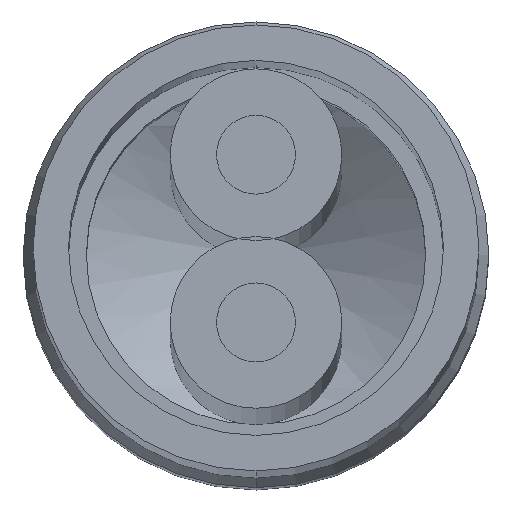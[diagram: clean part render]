
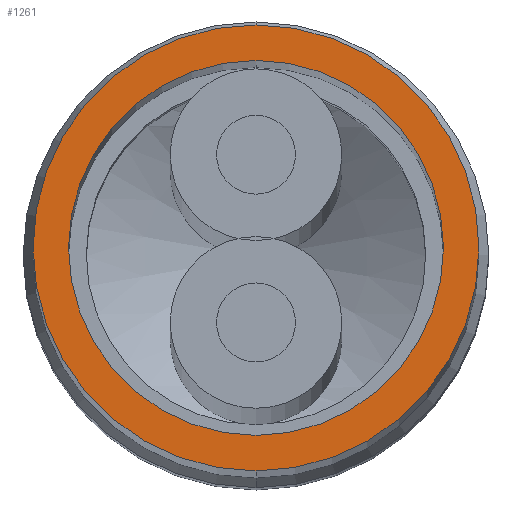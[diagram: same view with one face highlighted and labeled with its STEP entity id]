
A CAD part, top view. The second image highlights one B-rep face of the part: STEP entity #1261.
In plain terms, the highlighted planar face has unit normal (0, 0, 1).
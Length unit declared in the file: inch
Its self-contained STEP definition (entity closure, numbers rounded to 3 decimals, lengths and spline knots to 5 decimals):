
#1030=CARTESIAN_POINT('',(0.,0.,0.413));
#1031=DIRECTION('',(0.,0.,1.));
#1032=DIRECTION('',(0.,1.,0.));
#1033=AXIS2_PLACEMENT_3D('',#1030,#1031,#1032);
#1035=CARTESIAN_POINT('',(0.,0.,0.413));
#1036=DIRECTION('',(0.,0.,-1.));
#1037=DIRECTION('',(0.,1.,0.));
#1038=AXIS2_PLACEMENT_3D('',#1035,#1036,#1037);
#1134=CARTESIAN_POINT('',(0.,0.,0.413));
#1135=DIRECTION('',(0.,0.,-1.));
#1136=DIRECTION('',(0.,1.,0.));
#1137=AXIS2_PLACEMENT_3D('',#1134,#1135,#1136);
#1143=CARTESIAN_POINT('',(0.,0.,0.413));
#1144=DIRECTION('',(0.,0.,1.));
#1145=DIRECTION('',(0.,1.,0.));
#1146=AXIS2_PLACEMENT_3D('',#1143,#1144,#1145);
#1202=CARTESIAN_POINT('',(0.,0.095,0.413));
#1204=VERTEX_POINT('',#1202);
#1222=CARTESIAN_POINT('',(0.,0.113,0.413));
#1223=VERTEX_POINT('',#1222);
#1224=CARTESIAN_POINT('',(0.,-0.095,0.413));
#1226=VERTEX_POINT('',#1224);
#1242=CARTESIAN_POINT('',(0.,-0.113,0.413));
#1243=VERTEX_POINT('',#1242);
#1244=CARTESIAN_POINT('',(0.,0.,0.413));
#1245=DIRECTION('',(0.,0.,1.));
#1246=DIRECTION('',(0.,1.,0.));
#1247=AXIS2_PLACEMENT_3D('',#1244,#1245,#1246);
#1248=PLANE('',#1247);
#1250=ORIENTED_EDGE('',*,*,#1249,.F.);
#1252=ORIENTED_EDGE('',*,*,#1251,.T.);
#1253=EDGE_LOOP('',(#1250,#1252));
#1254=FACE_OUTER_BOUND('',#1253,.F.);
#1256=ORIENTED_EDGE('',*,*,#1255,.F.);
#1258=ORIENTED_EDGE('',*,*,#1257,.T.);
#1259=EDGE_LOOP('',(#1256,#1258));
#1260=FACE_BOUND('',#1259,.F.);
#1261=ADVANCED_FACE('',(#1254,#1260),#1248,.T.);
#1034=CIRCLE('',#1033,0.113);
#1039=CIRCLE('',#1038,0.113);
#1138=CIRCLE('',#1137,0.095);
#1147=CIRCLE('',#1146,0.095);
#1249=EDGE_CURVE('',#1223,#1243,#1034,.T.);
#1251=EDGE_CURVE('',#1223,#1243,#1039,.T.);
#1255=EDGE_CURVE('',#1204,#1226,#1138,.T.);
#1257=EDGE_CURVE('',#1204,#1226,#1147,.T.);
